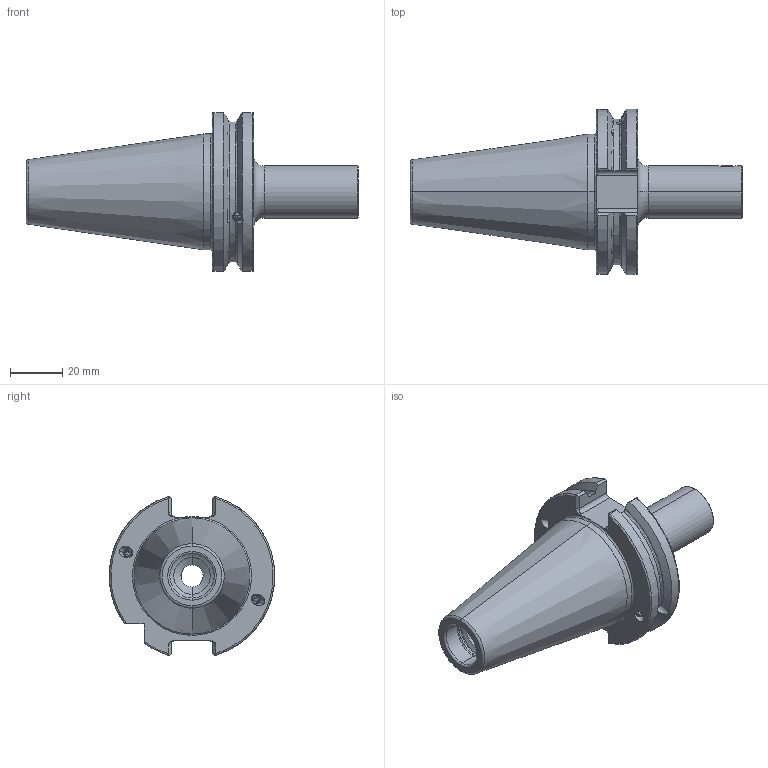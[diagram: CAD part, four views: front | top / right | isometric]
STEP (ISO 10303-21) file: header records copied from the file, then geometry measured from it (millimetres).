
FILE_DESCRIPTION (( 'STEP AP203' ), '1' );
FILE_NAME ('102.425.202.STEP', '2018-03-09T14:10:22', ( 'SWIAdmin' ), ( 'Hewlett-Packard Company' ), 'SwSTEP 2.0', 'SolidWorks 2017', '' );
FILE_SCHEMA (( 'CONFIG_CONTROL_DESIGN' ));
Length unit declared in the file: millimetre
Products named in the file (5): 102.425.202; KVT_MB_600_040; SB4-MB1.K01.059_C_mit Bundk”lung; MB1-ER1.001.006_A; ISO 4026 - M4 x 5_PreviewCfg
Assembly tree (6 placements, depth 2):
  102.425.202
    SB4-MB1.K01.059_C_mit Bundk”lung
    MB1-ER1.001.006_A
    ISO 4026 - M4 x 5_PreviewCfg  x2
    KVT_MB_600_040  x2
Bounding box: 127.35 x 63.5 x 60.94 mm (x, y, z)
Volume: 112939.3 mm3; surface area: 24391.1 mm2
Topology: 8 solids, 8 shells, 302 faces, 734 edges, 440 vertices
Faces by surface type: cone 103, cylinder 88, plane 77, torus 30, sphere 4
Entity records: 8590 total; most frequent: CARTESIAN_POINT 2101, ORIENTED_EDGE 1252, DIRECTION 1251, EDGE_CURVE 626, AXIS2_PLACEMENT_3D 495, VERTEX_POINT 381, EDGE_LOOP 271, VECTOR 261
